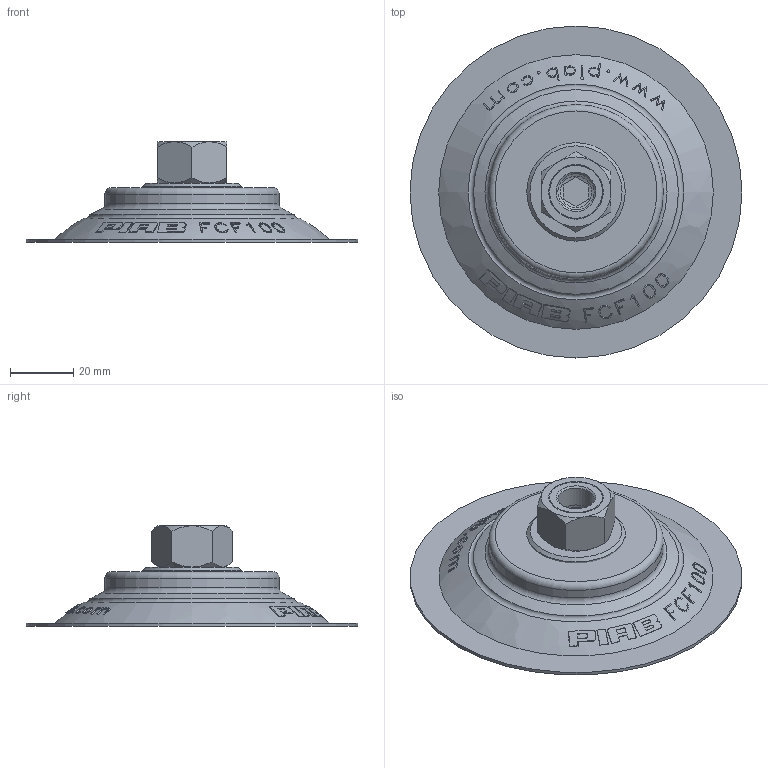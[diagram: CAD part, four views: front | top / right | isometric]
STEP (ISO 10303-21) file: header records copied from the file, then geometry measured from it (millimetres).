
FILE_DESCRIPTION( ( 'Unknown' ), '1' );
FILE_NAME( 'SE-0409867.stp', 'Unknown', ( 'Unknown' ), ( 'Unknown' ), 'PSStep 17.0.49', 'Unknown', ' ' );
FILE_SCHEMA( ( 'AUTOMOTIVE_DESIGN { 1 0 10303 214 1 1 1 1 }' ) );
Length unit declared in the file: millimetre
Products named in the file (10): 0117341; 0119302; 0106936; 0118282; 0118280; 0108038; 3113636; 0118432; Assem1; SE-0409470
Assembly tree (9 placements, depth 4):
  Assem1
    SE-0409470
    0118432
      0117341
        0119302
        0106936
      0118282
        0118280
        0108038
        3113636
Bounding box: 104.6 x 104.6 x 31.65 mm (x, y, z)
Volume: 74686.6 mm3; surface area: 27877 mm2
Topology: 6 solids, 22 shells, 978 faces, 2665 edges, 1768 vertices
Faces by surface type: plane 714, cylinder 168, bspline 51, cone 40, torus 5
Full cylindrical faces by diameter (mm): 1 x1, 10 x1, 11.445 x2, 12.647 x1, 14 x1, 15.25 x1, 15.299 x1, 16.662 x1, 17 x1, 19 x1, 21 x1, 31 x1, 38 x1, 55 x1, 104.6 x1
Entity records: 40695 total; most frequent: CARTESIAN_POINT 11237, ORIENTED_EDGE 5240, DIRECTION 3342, EDGE_CURVE 2620, VERTEX_POINT 1759, B_SPLINE_CURVE_WITH_KNOTS 1472, AXIS2_PLACEMENT_3D 1254, EDGE_LOOP 1058
